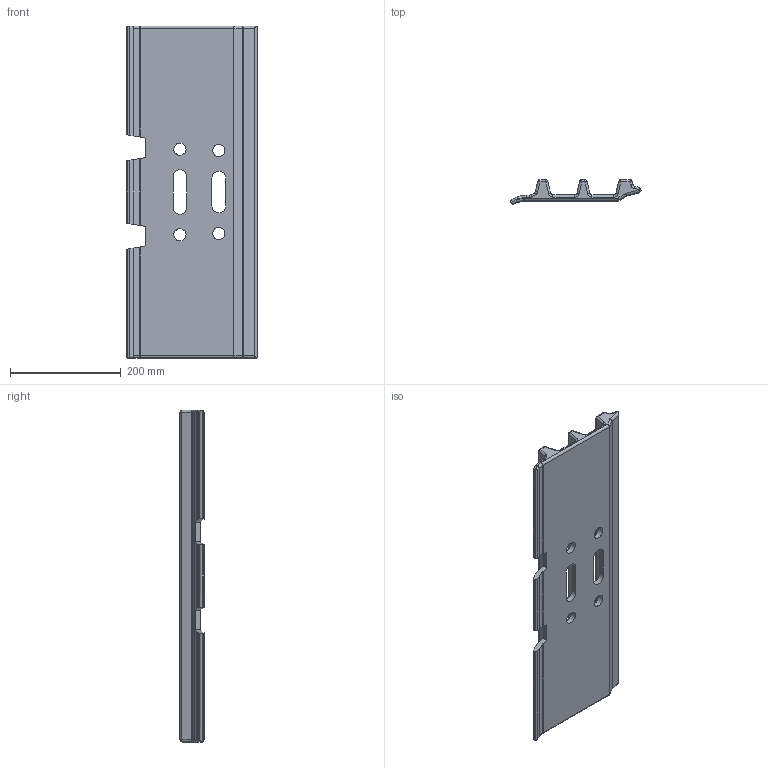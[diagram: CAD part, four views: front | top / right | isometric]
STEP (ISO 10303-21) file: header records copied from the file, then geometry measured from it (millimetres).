
FILE_DESCRIPTION (( 'STEP AP214' ), '1' );
FILE_NAME ('Imported_thingy_v5.STEP', '2023-10-23T14:00:40', ( '' ), ( '' ), 'SwSTEP 2.0', 'SolidWorks 2021', '' );
FILE_SCHEMA (( 'AUTOMOTIVE_DESIGN' ));
Length unit declared in the file: millimetre
Products named in the file (1): Imported_thingy_v5
Bounding box: 235.68 x 43.38 x 600 mm (x, y, z)
Volume: 2364499.7 mm3; surface area: 352687 mm2
Topology: 1 solids, 1 shells, 174 faces, 444 edges, 256 vertices
Faces by surface type: cylinder 84, plane 54, torus 20, sphere 16
Full cylindrical faces by diameter (mm): 22 x4
Entity records: 5054 total; most frequent: CARTESIAN_POINT 1009, DIRECTION 860, ORIENTED_EDGE 840, EDGE_CURVE 420, AXIS2_PLACEMENT_3D 319, VERTEX_POINT 252, LINE 222, VECTOR 222
